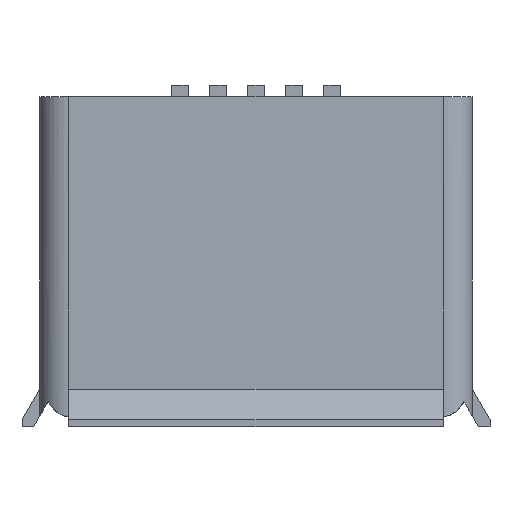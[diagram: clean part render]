
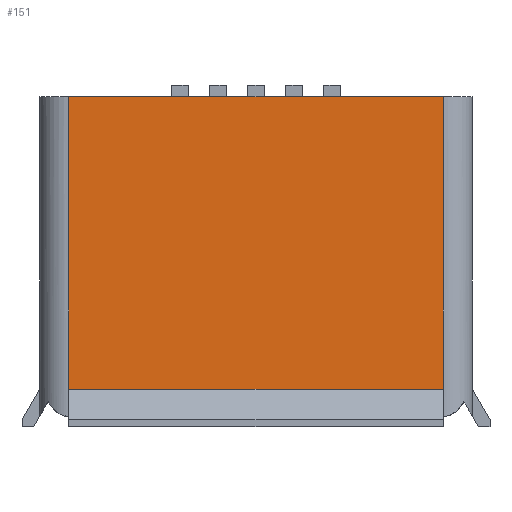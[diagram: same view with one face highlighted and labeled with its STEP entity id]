
A CAD part, top view. The second image highlights one B-rep face of the part: STEP entity #151.
In plain terms, the highlighted planar face has unit normal (0, 0, 1).
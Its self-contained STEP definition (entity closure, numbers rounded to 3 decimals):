
#151 = ADVANCED_FACE( '', ( #356 ), #357, .T. );
#356 = FACE_OUTER_BOUND( '', #617, .T. );
#357 = PLANE( '', #618 );
#617 = EDGE_LOOP( '', ( #981, #982, #983, #984 ) );
#618 = AXIS2_PLACEMENT_3D( '', #985, #986, #987 );
#981 = ORIENTED_EDGE( '', *, *, #1682, .T. );
#982 = ORIENTED_EDGE( '', *, *, #1683, .T. );
#983 = ORIENTED_EDGE( '', *, *, #1684, .T. );
#984 = ORIENTED_EDGE( '', *, *, #1685, .T. );
#985 = CARTESIAN_POINT( '', ( 0., 0., 2.35 ) );
#986 = DIRECTION( '', ( 0., 0., 1. ) );
#987 = DIRECTION( '', ( 1., 0., 0. ) );
#1682 = EDGE_CURVE( '', #2062, #2063, #2064, .T. );
#1683 = EDGE_CURVE( '', #2063, #2065, #2066, .T. );
#1684 = EDGE_CURVE( '', #2065, #2067, #2068, .T. );
#1685 = EDGE_CURVE( '', #2067, #2062, #2069, .T. );
#2062 = VERTEX_POINT( '', #2584 );
#2063 = VERTEX_POINT( '', #2585 );
#2064 = LINE( '', #2586, #2587 );
#2065 = VERTEX_POINT( '', #2588 );
#2066 = LINE( '', #2589, #2590 );
#2067 = VERTEX_POINT( '', #2591 );
#2068 = LINE( '', #2592, #2593 );
#2069 = LINE( '', #2594, #2595 );
#2584 = CARTESIAN_POINT( '', ( -3.2, 0.7, 2.35 ) );
#2585 = CARTESIAN_POINT( '', ( -3.2, -4.3, 2.35 ) );
#2586 = CARTESIAN_POINT( '', ( -3.2, -4.3, 2.35 ) );
#2587 = VECTOR( '', #3062, 1000. );
#2588 = CARTESIAN_POINT( '', ( 3.2, -4.3, 2.35 ) );
#2589 = CARTESIAN_POINT( '', ( 0., -4.3, 2.35 ) );
#2590 = VECTOR( '', #3063, 1000. );
#2591 = CARTESIAN_POINT( '', ( 3.2, 0.7, 2.35 ) );
#2592 = CARTESIAN_POINT( '', ( 3.2, 0.7, 2.35 ) );
#2593 = VECTOR( '', #3064, 1000. );
#2594 = CARTESIAN_POINT( '', ( 3.7, 0.7, 2.35 ) );
#2595 = VECTOR( '', #3065, 1000. );
#3062 = DIRECTION( '', ( 0., -1., 0. ) );
#3063 = DIRECTION( '', ( 1., 0., 0. ) );
#3064 = DIRECTION( '', ( 0., 1., 0. ) );
#3065 = DIRECTION( '', ( -1., 0., 0. ) );
